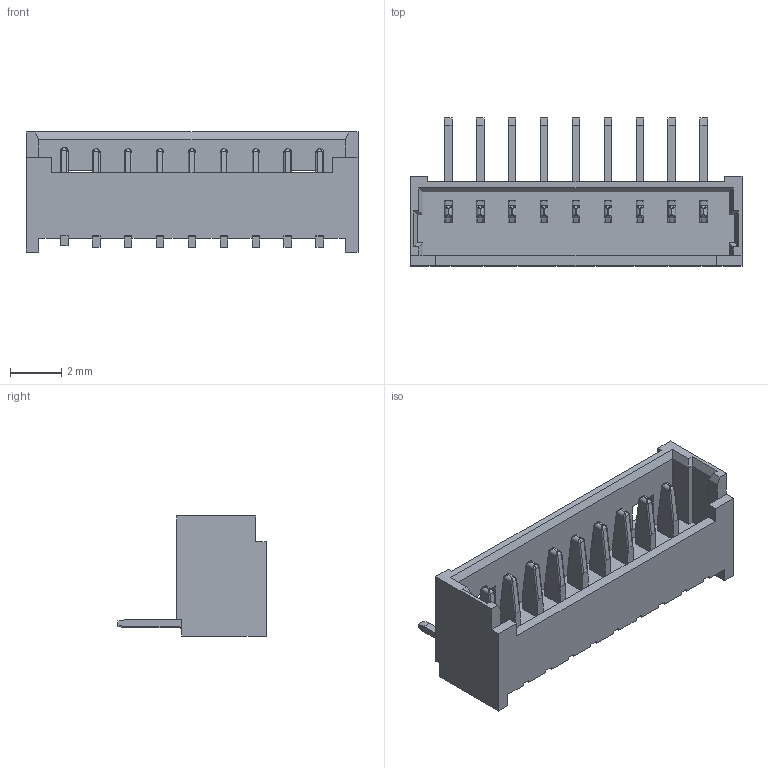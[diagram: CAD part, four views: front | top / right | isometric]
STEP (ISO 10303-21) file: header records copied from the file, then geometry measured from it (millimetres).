
FILE_DESCRIPTION(/* description */ ('Unknown'),/* implementation_level */ '2;1');
FILE_NAME(/* name */ '653009117322',/* time_stamp */ '2017-06-14T15:57:55+02:00',/* author */ ('Unknown'),/* organization */ ('Unknown'),/* preprocessor_version */ 'ST-DEVELOPER v16.7',/* originating_system */ 'DEX',/* authorisation */ $);
FILE_SCHEMA (('AUTOMOTIVE_DESIGN {1 0 10303 214 3 1 1}'));
Length unit declared in the file: millimetre
Products named in the file (3): 6530xx117322; 653009117322; 6530xx117322_PIN
Assembly tree (10 placements, depth 2):
  6530xx117322
    653009117322
    6530xx117322_PIN  x9
Bounding box: 13 x 5.8 x 4.7 mm (x, y, z)
Volume: 88.6 mm3; surface area: 424.4 mm2
Topology: 10 solids, 10 shells, 408 faces, 1107 edges, 674 vertices
Faces by surface type: plane 264, cylinder 72, bspline 72
Entity records: 5187 total; most frequent: CARTESIAN_POINT 988, ORIENTED_EDGE 894, DIRECTION 785, EDGE_CURVE 447, LINE 419, VECTOR 419, VERTEX_POINT 290, AXIS2_PLACEMENT_3D 183
